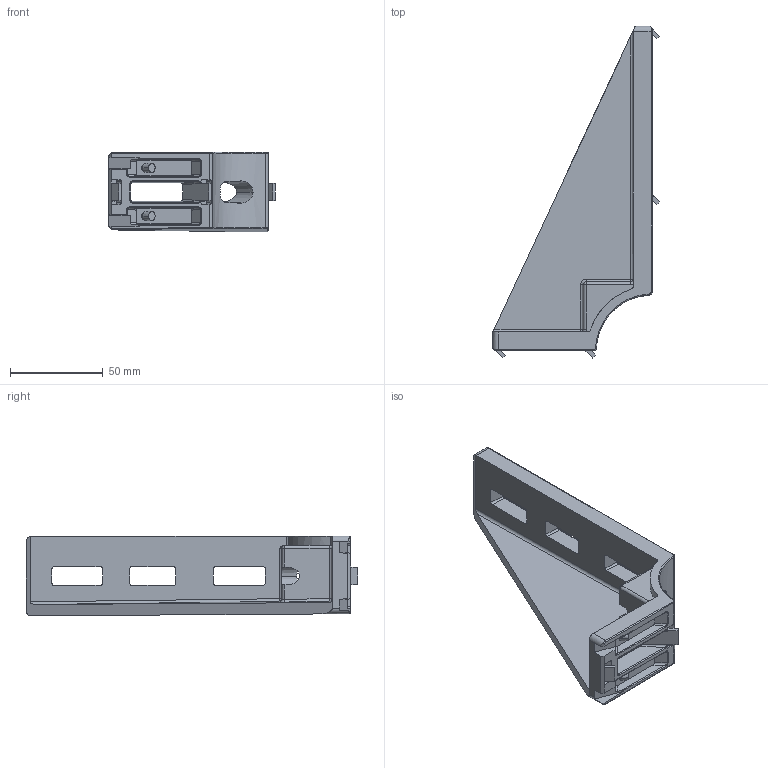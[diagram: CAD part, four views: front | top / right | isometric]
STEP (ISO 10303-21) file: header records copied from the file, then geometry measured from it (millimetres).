
FILE_DESCRIPTION (( 'STEP AP214' ), '1' );
FILE_NAME ('6261315', '2019-01-28T17:10:53', ( '' ), ('JUGARD+KÜNSTNER GmbH'), 'SwSTEP 2.0', 'SolidWorks 2017', '' );
FILE_SCHEMA (( 'AUTOMOTIVE_DESIGN' ));
Length unit declared in the file: millimetre
Products named in the file (1): 6261315
Bounding box: 90 x 179 x 42.98 mm (x, y, z)
Volume: 105708.1 mm3; surface area: 41430.6 mm2
Topology: 1 solids, 1 shells, 280 faces, 726 edges, 451 vertices
Faces by surface type: plane 111, cylinder 95, bspline 59, cone 15
Entity records: 12034 total; most frequent: CARTESIAN_POINT 5831, ORIENTED_EDGE 1446, DIRECTION 1053, EDGE_CURVE 723, VERTEX_POINT 451, VECTOR 391, LINE 391, AXIS2_PLACEMENT_3D 331
